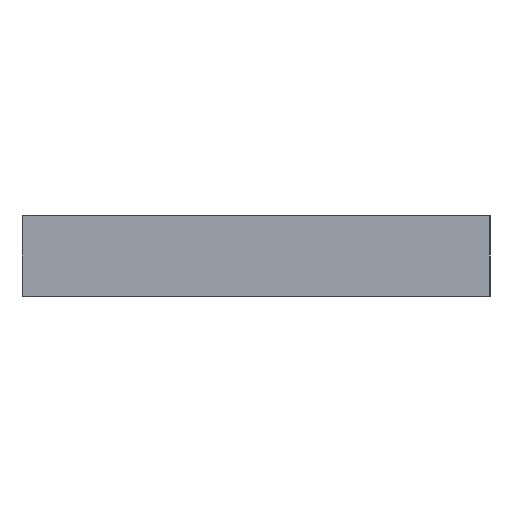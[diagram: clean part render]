
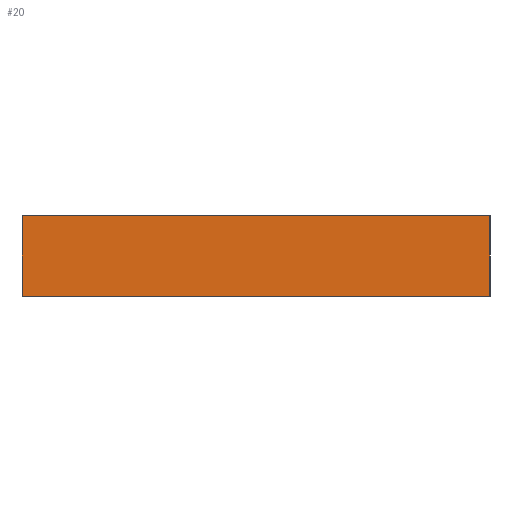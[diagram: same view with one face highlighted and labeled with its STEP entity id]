
A CAD part, left-side view. The second image highlights one B-rep face of the part: STEP entity #20.
In plain terms, the highlighted planar face has unit normal (-1, 0, 0).
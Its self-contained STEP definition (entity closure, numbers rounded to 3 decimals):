
#7 = LINE ( 'NONE', #1014, #644 ) ;
#20 = ADVANCED_FACE ( 'NONE', ( #1080 ), #1087, .T. ) ;
#35 = VERTEX_POINT ( 'NONE', #301 ) ;
#85 = DIRECTION ( 'NONE',  ( 0., 0., 1. ) ) ;
#108 = LINE ( 'NONE', #1012, #492 ) ;
#124 = DIRECTION ( 'NONE',  ( 0., -1., 0. ) ) ;
#140 = CARTESIAN_POINT ( 'NONE',  ( -65., 43.5, 7.5 ) ) ;
#193 = DIRECTION ( 'NONE',  ( -1., 0., 0. ) ) ;
#239 = EDGE_CURVE ( 'NONE', #368, #35, #7, .T. ) ;
#250 = VECTOR ( 'NONE', #745, 1000. ) ;
#297 = CARTESIAN_POINT ( 'NONE',  ( -65., -43.5, -7.5 ) ) ;
#301 = CARTESIAN_POINT ( 'NONE',  ( -65., -43.5, 7.5 ) ) ;
#319 = EDGE_CURVE ( 'NONE', #35, #876, #839, .T. ) ;
#368 = VERTEX_POINT ( 'NONE', #140 ) ;
#409 = DIRECTION ( 'NONE',  ( 0., 0., 1. ) ) ;
#423 = AXIS2_PLACEMENT_3D ( 'NONE', #695, #193, #85 ) ;
#455 = CARTESIAN_POINT ( 'NONE',  ( -65., -43.5, 0. ) ) ;
#492 = VECTOR ( 'NONE', #409, 1000. ) ;
#513 = VECTOR ( 'NONE', #835, 1000. ) ;
#604 = EDGE_CURVE ( 'NONE', #1056, #368, #108, .T. ) ;
#619 = CARTESIAN_POINT ( 'NONE',  ( -65., -43.5, -7.5 ) ) ;
#644 = VECTOR ( 'NONE', #124, 1000. ) ;
#695 = CARTESIAN_POINT ( 'NONE',  ( -65., 43.5, 0. ) ) ;
#745 = DIRECTION ( 'NONE',  ( 0., 0., -1. ) ) ;
#835 = DIRECTION ( 'NONE',  ( 0., 1., 0. ) ) ;
#839 = LINE ( 'NONE', #455, #250 ) ;
#876 = VERTEX_POINT ( 'NONE', #297 ) ;
#1012 = CARTESIAN_POINT ( 'NONE',  ( -65., 43.5, 0. ) ) ;
#1014 = CARTESIAN_POINT ( 'NONE',  ( -65., -43.5, 7.5 ) ) ;
#1017 = ORIENTED_EDGE ( 'NONE', *, *, #239, .F. ) ;
#1037 = ORIENTED_EDGE ( 'NONE', *, *, #604, .F. ) ;
#1044 = ORIENTED_EDGE ( 'NONE', *, *, #1226, .F. ) ;
#1056 = VERTEX_POINT ( 'NONE', #1187 ) ;
#1075 = ORIENTED_EDGE ( 'NONE', *, *, #319, .F. ) ;
#1080 = FACE_OUTER_BOUND ( 'NONE', #1151, .T. ) ;
#1087 = PLANE ( 'NONE',  #423 ) ;
#1151 = EDGE_LOOP ( 'NONE', ( #1075, #1017, #1037, #1044 ) ) ;
#1187 = CARTESIAN_POINT ( 'NONE',  ( -65., 43.5, -7.5 ) ) ;
#1222 = LINE ( 'NONE', #619, #513 ) ;
#1226 = EDGE_CURVE ( 'NONE', #876, #1056, #1222, .T. ) ;
